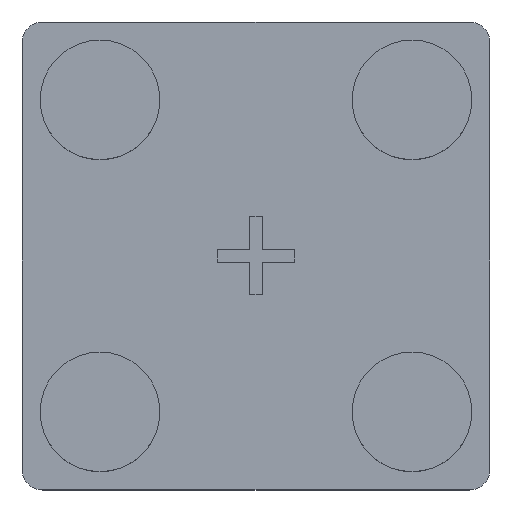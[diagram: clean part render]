
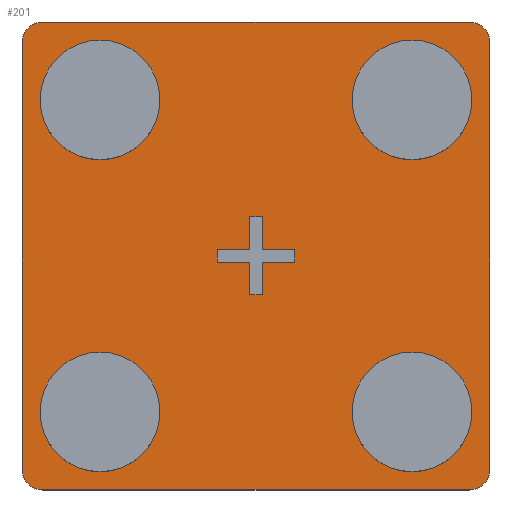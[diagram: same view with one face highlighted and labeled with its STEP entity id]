
A CAD part, top view. The second image highlights one B-rep face of the part: STEP entity #201.
In plain terms, the highlighted planar face has unit normal (0, 0, 1).
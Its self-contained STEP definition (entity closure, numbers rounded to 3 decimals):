
#201=ADVANCED_FACE('',(#241,#242,#243,#244,#245,#246),#247,.T.);
#241=FACE_BOUND('',#328,.T.);
#242=FACE_BOUND('',#329,.T.);
#243=FACE_BOUND('',#330,.T.);
#244=FACE_BOUND('',#331,.T.);
#245=FACE_BOUND('',#332,.T.);
#246=FACE_OUTER_BOUND('',#333,.T.);
#247=PLANE('',#334);
#328=EDGE_LOOP('',(#415));
#329=EDGE_LOOP('',(#416));
#330=EDGE_LOOP('',(#417));
#331=EDGE_LOOP('',(#418));
#332=EDGE_LOOP('',(#419,#420,#421,#422,#423,#424,#425,#426,#427,#428,#429,#430));
#333=EDGE_LOOP('',(#431,#432,#433,#434,#435,#436,#437,#438));
#334=AXIS2_PLACEMENT_3D('',#439,#440,#441);
#415=ORIENTED_EDGE('',*,*,#692,.F.);
#416=ORIENTED_EDGE('',*,*,#693,.F.);
#417=ORIENTED_EDGE('',*,*,#694,.F.);
#418=ORIENTED_EDGE('',*,*,#695,.F.);
#419=ORIENTED_EDGE('',*,*,#696,.F.);
#420=ORIENTED_EDGE('',*,*,#697,.F.);
#421=ORIENTED_EDGE('',*,*,#698,.F.);
#422=ORIENTED_EDGE('',*,*,#699,.F.);
#423=ORIENTED_EDGE('',*,*,#700,.F.);
#424=ORIENTED_EDGE('',*,*,#701,.F.);
#425=ORIENTED_EDGE('',*,*,#702,.F.);
#426=ORIENTED_EDGE('',*,*,#703,.F.);
#427=ORIENTED_EDGE('',*,*,#704,.F.);
#428=ORIENTED_EDGE('',*,*,#705,.F.);
#429=ORIENTED_EDGE('',*,*,#706,.F.);
#430=ORIENTED_EDGE('',*,*,#707,.F.);
#431=ORIENTED_EDGE('',*,*,#708,.T.);
#432=ORIENTED_EDGE('',*,*,#709,.T.);
#433=ORIENTED_EDGE('',*,*,#710,.T.);
#434=ORIENTED_EDGE('',*,*,#711,.T.);
#435=ORIENTED_EDGE('',*,*,#712,.T.);
#436=ORIENTED_EDGE('',*,*,#713,.T.);
#437=ORIENTED_EDGE('',*,*,#714,.T.);
#438=ORIENTED_EDGE('',*,*,#715,.T.);
#439=CARTESIAN_POINT('',(0.0,0.0,2.5));
#440=DIRECTION('',(0.0,0.0,1.0));
#441=DIRECTION('',(1.0,0.0,0.0));
#692=EDGE_CURVE('',#772,#772,#773,.T.);
#693=EDGE_CURVE('',#774,#774,#775,.T.);
#694=EDGE_CURVE('',#776,#776,#777,.T.);
#695=EDGE_CURVE('',#778,#778,#779,.T.);
#696=EDGE_CURVE('',#780,#781,#782,.T.);
#697=EDGE_CURVE('',#783,#780,#784,.T.);
#698=EDGE_CURVE('',#785,#783,#786,.T.);
#699=EDGE_CURVE('',#787,#785,#788,.T.);
#700=EDGE_CURVE('',#789,#787,#790,.T.);
#701=EDGE_CURVE('',#791,#789,#792,.T.);
#702=EDGE_CURVE('',#793,#791,#794,.T.);
#703=EDGE_CURVE('',#795,#793,#796,.T.);
#704=EDGE_CURVE('',#797,#795,#798,.T.);
#705=EDGE_CURVE('',#799,#797,#800,.T.);
#706=EDGE_CURVE('',#801,#799,#802,.T.);
#707=EDGE_CURVE('',#781,#801,#803,.T.);
#708=EDGE_CURVE('',#804,#805,#806,.T.);
#709=EDGE_CURVE('',#805,#807,#808,.T.);
#710=EDGE_CURVE('',#807,#809,#810,.T.);
#711=EDGE_CURVE('',#809,#811,#812,.T.);
#712=EDGE_CURVE('',#811,#813,#814,.T.);
#713=EDGE_CURVE('',#813,#815,#816,.T.);
#714=EDGE_CURVE('',#815,#817,#818,.T.);
#715=EDGE_CURVE('',#817,#804,#819,.T.);
#772=VERTEX_POINT('',#904);
#773=CIRCLE('',#905,5.75);
#774=VERTEX_POINT('',#906);
#775=CIRCLE('',#907,5.75);
#776=VERTEX_POINT('',#908);
#777=CIRCLE('',#909,5.75);
#778=VERTEX_POINT('',#910);
#779=CIRCLE('',#911,5.75);
#780=VERTEX_POINT('',#912);
#781=VERTEX_POINT('',#913);
#782=LINE('',#914,#915);
#783=VERTEX_POINT('',#916);
#784=LINE('',#917,#918);
#785=VERTEX_POINT('',#919);
#786=LINE('',#920,#921);
#787=VERTEX_POINT('',#922);
#788=LINE('',#923,#924);
#789=VERTEX_POINT('',#925);
#790=LINE('',#926,#927);
#791=VERTEX_POINT('',#928);
#792=LINE('',#929,#930);
#793=VERTEX_POINT('',#931);
#794=LINE('',#932,#933);
#795=VERTEX_POINT('',#934);
#796=LINE('',#935,#936);
#797=VERTEX_POINT('',#937);
#798=LINE('',#938,#939);
#799=VERTEX_POINT('',#940);
#800=LINE('',#941,#942);
#801=VERTEX_POINT('',#943);
#802=LINE('',#944,#945);
#803=LINE('',#946,#947);
#804=VERTEX_POINT('',#948);
#805=VERTEX_POINT('',#949);
#806=LINE('',#950,#951);
#807=VERTEX_POINT('',#952);
#808=CIRCLE('',#953,2.0);
#809=VERTEX_POINT('',#954);
#810=LINE('',#955,#956);
#811=VERTEX_POINT('',#957);
#812=CIRCLE('',#958,2.0);
#813=VERTEX_POINT('',#959);
#814=LINE('',#960,#961);
#815=VERTEX_POINT('',#962);
#816=CIRCLE('',#963,2.0);
#817=VERTEX_POINT('',#964);
#818=LINE('',#965,#966);
#819=CIRCLE('',#967,2.0);
#904=CARTESIAN_POINT('',(20.75,-15.0,2.5));
#905=AXIS2_PLACEMENT_3D('',#1092,#1093,#1094);
#906=CARTESIAN_POINT('',(20.75,15.0,2.5));
#907=AXIS2_PLACEMENT_3D('',#1095,#1096,#1097);
#908=CARTESIAN_POINT('',(-9.25,-15.0,2.5));
#909=AXIS2_PLACEMENT_3D('',#1098,#1099,#1100);
#910=CARTESIAN_POINT('',(-9.25,15.0,2.5));
#911=AXIS2_PLACEMENT_3D('',#1101,#1102,#1103);
#912=CARTESIAN_POINT('',(-3.75,-0.6,2.5));
#913=CARTESIAN_POINT('',(-0.6,-0.6,2.5));
#914=CARTESIAN_POINT('',(-2.175,-0.6,2.5));
#915=VECTOR('',#1104,1.0);
#916=CARTESIAN_POINT('',(-3.75,0.6,2.5));
#917=CARTESIAN_POINT('',(-3.75,0.0,2.5));
#918=VECTOR('',#1105,1.0);
#919=CARTESIAN_POINT('',(-0.6,0.6,2.5));
#920=CARTESIAN_POINT('',(-2.175,0.6,2.5));
#921=VECTOR('',#1106,1.0);
#922=CARTESIAN_POINT('',(-0.6,3.75,2.5));
#923=CARTESIAN_POINT('',(-0.6,2.175,2.5));
#924=VECTOR('',#1107,1.0);
#925=CARTESIAN_POINT('',(0.6,3.75,2.5));
#926=CARTESIAN_POINT('',(0.,3.75,2.5));
#927=VECTOR('',#1108,1.0);
#928=CARTESIAN_POINT('',(0.6,0.6,2.5));
#929=CARTESIAN_POINT('',(0.6,2.175,2.5));
#930=VECTOR('',#1109,1.0);
#931=CARTESIAN_POINT('',(3.75,0.6,2.5));
#932=CARTESIAN_POINT('',(2.175,0.6,2.5));
#933=VECTOR('',#1110,1.0);
#934=CARTESIAN_POINT('',(3.75,-0.6,2.5));
#935=CARTESIAN_POINT('',(3.75,0.0,2.5));
#936=VECTOR('',#1111,1.0);
#937=CARTESIAN_POINT('',(0.6,-0.6,2.5));
#938=CARTESIAN_POINT('',(2.175,-0.6,2.5));
#939=VECTOR('',#1112,1.0);
#940=CARTESIAN_POINT('',(0.6,-3.75,2.5));
#941=CARTESIAN_POINT('',(0.6,-2.175,2.5));
#942=VECTOR('',#1113,1.0);
#943=CARTESIAN_POINT('',(-0.6,-3.75,2.5));
#944=CARTESIAN_POINT('',(0.,-3.75,2.5));
#945=VECTOR('',#1114,1.0);
#946=CARTESIAN_POINT('',(-0.6,-2.175,2.5));
#947=VECTOR('',#1115,1.0);
#948=CARTESIAN_POINT('',(-20.5,-22.5,2.5));
#949=CARTESIAN_POINT('',(20.5,-22.5,2.5));
#950=CARTESIAN_POINT('',(0.0,-22.5,2.5));
#951=VECTOR('',#1116,1.0);
#952=CARTESIAN_POINT('',(22.5,-20.5,2.5));
#953=AXIS2_PLACEMENT_3D('',#1117,#1118,#1119);
#954=CARTESIAN_POINT('',(22.5,20.5,2.5));
#955=CARTESIAN_POINT('',(22.5,0.0,2.5));
#956=VECTOR('',#1120,1.0);
#957=CARTESIAN_POINT('',(20.5,22.5,2.5));
#958=AXIS2_PLACEMENT_3D('',#1121,#1122,#1123);
#959=CARTESIAN_POINT('',(-20.5,22.5,2.5));
#960=CARTESIAN_POINT('',(0.0,22.5,2.5));
#961=VECTOR('',#1124,1.0);
#962=CARTESIAN_POINT('',(-22.5,20.5,2.5));
#963=AXIS2_PLACEMENT_3D('',#1125,#1126,#1127);
#964=CARTESIAN_POINT('',(-22.5,-20.5,2.5));
#965=CARTESIAN_POINT('',(-22.5,0.0,2.5));
#966=VECTOR('',#1128,1.0);
#967=AXIS2_PLACEMENT_3D('',#1129,#1130,#1131);
#1092=CARTESIAN_POINT('',(15.0,-15.0,2.5));
#1093=DIRECTION('',(0.0,0.0,1.0));
#1094=DIRECTION('',(1.0,0.0,0.0));
#1095=CARTESIAN_POINT('',(15.0,15.0,2.5));
#1096=DIRECTION('',(0.0,0.0,1.0));
#1097=DIRECTION('',(1.0,0.0,0.0));
#1098=CARTESIAN_POINT('',(-15.0,-15.0,2.5));
#1099=DIRECTION('',(0.0,0.0,1.0));
#1100=DIRECTION('',(1.0,0.0,0.0));
#1101=CARTESIAN_POINT('',(-15.0,15.0,2.5));
#1102=DIRECTION('',(0.0,0.0,1.0));
#1103=DIRECTION('',(1.0,0.0,0.0));
#1104=DIRECTION('',(1.0,0.0,0.0));
#1105=DIRECTION('',(0.,-1.0,0.0));
#1106=DIRECTION('',(-1.0,0.,0.0));
#1107=DIRECTION('',(0.,-1.0,0.0));
#1108=DIRECTION('',(-1.0,0.,0.0));
#1109=DIRECTION('',(0.,1.0,0.0));
#1110=DIRECTION('',(-1.0,0.,0.0));
#1111=DIRECTION('',(0.,1.0,0.0));
#1112=DIRECTION('',(1.0,0.0,0.0));
#1113=DIRECTION('',(0.,1.0,0.0));
#1114=DIRECTION('',(1.0,0.0,0.0));
#1115=DIRECTION('',(0.,-1.0,0.0));
#1116=DIRECTION('',(1.0,0.0,0.0));
#1117=CARTESIAN_POINT('',(20.5,-20.5,2.5));
#1118=DIRECTION('',(0.0,0.0,1.0));
#1119=DIRECTION('',(1.0,0.0,0.0));
#1120=DIRECTION('',(0.,1.0,0.0));
#1121=CARTESIAN_POINT('',(20.5,20.5,2.5));
#1122=DIRECTION('',(0.0,0.0,1.0));
#1123=DIRECTION('',(1.0,0.0,0.0));
#1124=DIRECTION('',(-1.0,0.,0.0));
#1125=CARTESIAN_POINT('',(-20.5,20.5,2.5));
#1126=DIRECTION('',(0.0,0.0,1.0));
#1127=DIRECTION('',(1.0,0.0,0.0));
#1128=DIRECTION('',(0.,-1.0,0.0));
#1129=CARTESIAN_POINT('',(-20.5,-20.5,2.5));
#1130=DIRECTION('',(0.0,0.0,1.0));
#1131=DIRECTION('',(1.0,0.0,0.0));
